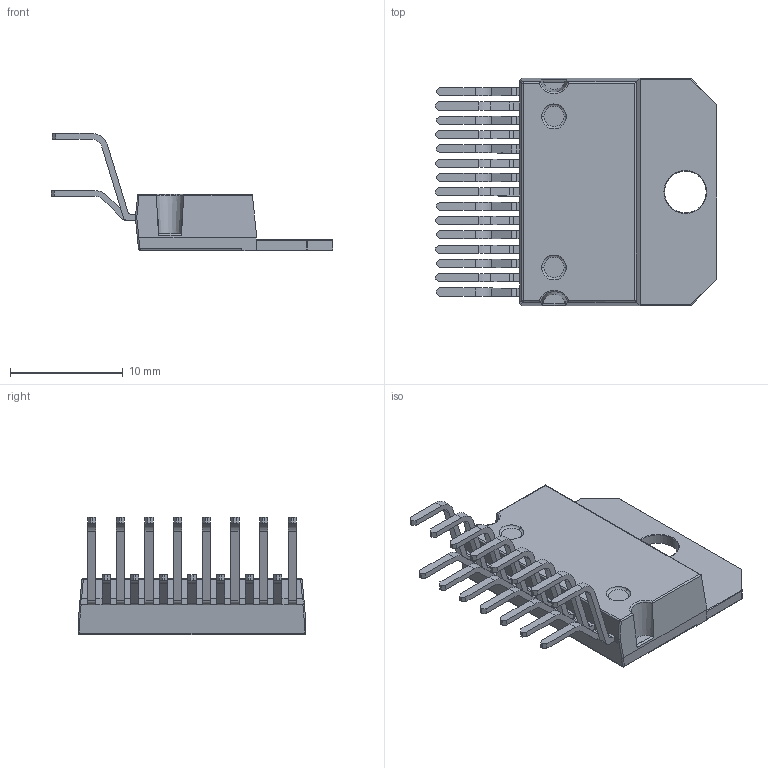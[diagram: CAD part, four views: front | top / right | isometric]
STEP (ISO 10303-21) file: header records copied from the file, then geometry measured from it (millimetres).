
FILE_DESCRIPTION (( 'STEP AP214' ), '1' );
FILE_NAME ('Multiwatt15 V.STEP', '2010-03-23T16:47:32', ( '.' ), ( '.' ), 'SwSTEP 2.0', 'SolidWorks 2008', '' );
FILE_SCHEMA (( 'AUTOMOTIVE_DESIGN' ));
Length unit declared in the file: millimetre
Products named in the file (1): Multiwatt15 V
Bounding box: 25 x 20.2 x 10.41 mm (x, y, z)
Volume: 1202.4 mm3; surface area: 1369.9 mm2
Topology: 1 solids, 1 shells, 323 faces, 865 edges, 540 vertices
Faces by surface type: plane 208, cylinder 93, sphere 12, torus 8, cone 2
Entity records: 11053 total; most frequent: CARTESIAN_POINT 1942, ORIENTED_EDGE 1718, DIRECTION 1663, EDGE_CURVE 859, VECTOR 639, LINE 639, VERTEX_POINT 540, AXIS2_PLACEMENT_3D 512
